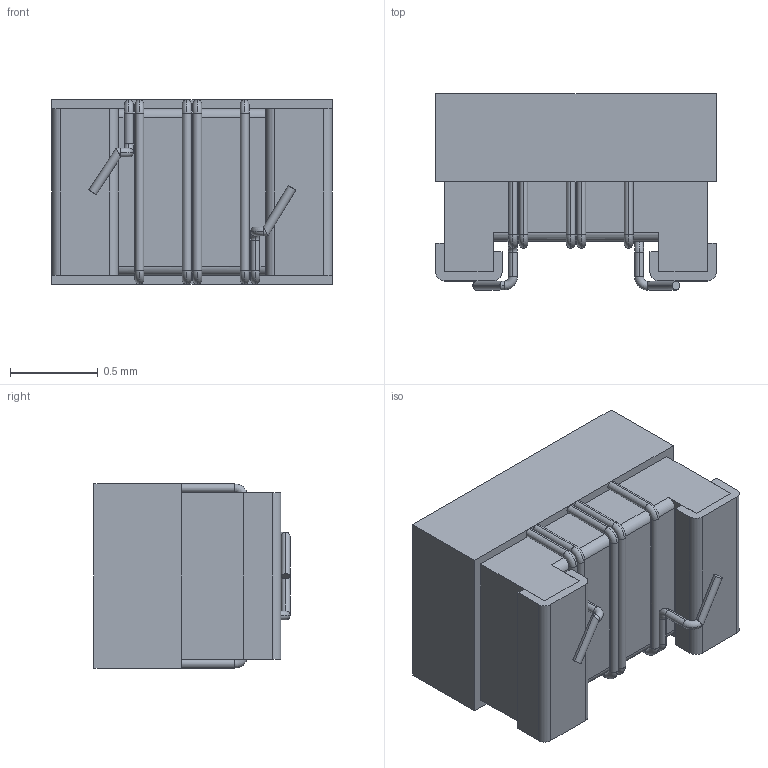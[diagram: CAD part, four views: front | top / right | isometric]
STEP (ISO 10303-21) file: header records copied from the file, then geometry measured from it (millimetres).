
FILE_DESCRIPTION (( 'STEP AP214' ), '1' );
FILE_NAME ('744761122A.STEP', '2022-08-04T13:40:52', ( '' ), ( '' ), 'SwSTEP 2.0', 'SolidWorks 2018', '' );
FILE_SCHEMA (( 'AUTOMOTIVE_DESIGN' ));
Length unit declared in the file: millimetre
Products named in the file (1): 744761122A
Bounding box: 1.6 x 1.12 x 1.05 mm (x, y, z)
Volume: 1.5 mm3; surface area: 12.2 mm2
Topology: 3 solids, 3 shells, 122 faces, 347 edges, 222 vertices
Faces by surface type: cylinder 53, plane 41, torus 28
Entity records: 5848 total; most frequent: CARTESIAN_POINT 1223, ORIENTED_EDGE 694, DIRECTION 685, EDGE_CURVE 347, AXIS2_PLACEMENT_3D 267, VERTEX_POINT 222, LINE 151, VECTOR 151
